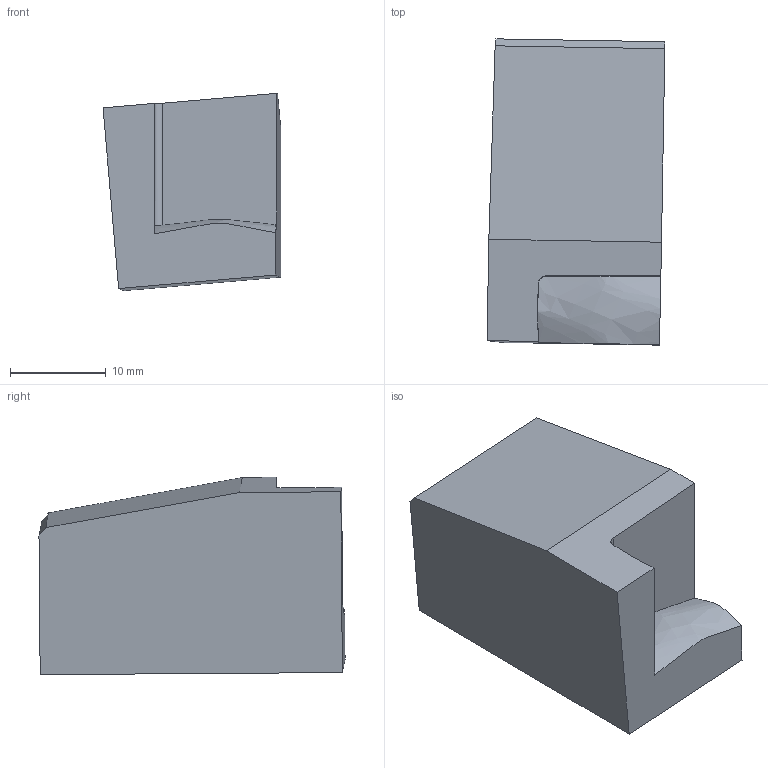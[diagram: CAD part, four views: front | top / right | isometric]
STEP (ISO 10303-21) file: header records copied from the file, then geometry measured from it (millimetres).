
FILE_DESCRIPTION(/* description */ (''),/* implementation_level */ '2;1');
FILE_NAME(/* name */ 'L335.25-2126XL-XN07_Detailed.stp',/* time_stamp */ '2024-04-22T11:02:22+06:00',/* author */ (''),/* organization */ (''),/* preprocessor_version */ 'ST-DEVELOPER v16.7',/* originating_system */ 'SIEMENS PLM Software NX 12.0',/* authorisation */ '');
FILE_SCHEMA (('AUTOMOTIVE_DESIGN { 1 0 10303 214 3 1 1 1 }'));
Length unit declared in the file: millimetre
Products named in the file (1): inpu2BA01E48boe8
Bounding box: 18.63 x 32.05 x 20.66 mm (x, y, z)
Volume: 8526.4 mm3; surface area: 2803.6 mm2
Topology: 1 solids, 1 shells, 13 faces, 43 edges, 35 vertices
Faces by surface type: plane 9, bspline 3, cylinder 1
Entity records: 2286 total; most frequent: CARTESIAN_POINT 1877, ORIENTED_EDGE 86, DIRECTION 51, EDGE_CURVE 43, VERTEX_POINT 32, B_SPLINE_CURVE_WITH_KNOTS 21, LINE 21, VECTOR 21
